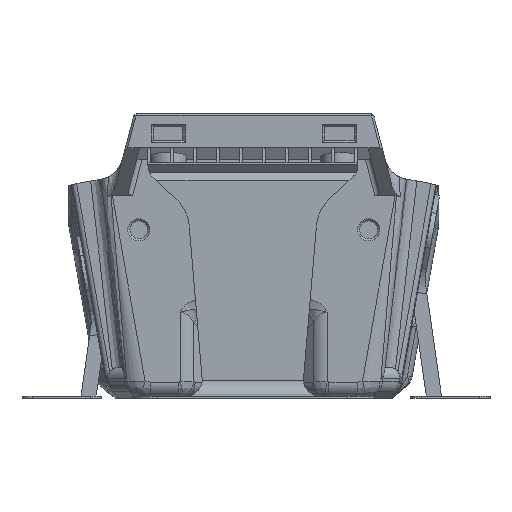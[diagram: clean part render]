
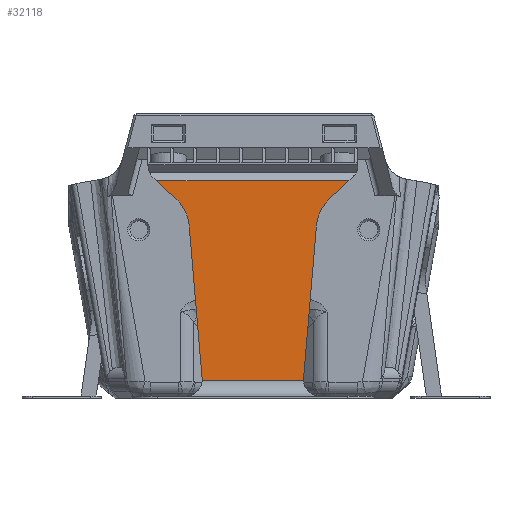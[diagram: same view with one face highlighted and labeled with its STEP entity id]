
A CAD part, front view. The second image highlights one B-rep face of the part: STEP entity #32118.
In plain terms, the highlighted planar face has unit normal (0, -1, 0).
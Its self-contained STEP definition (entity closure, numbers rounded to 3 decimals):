
#1932=CIRCLE('',#34800,3.);
#1933=CIRCLE('',#34801,3.);
#1934=CIRCLE('',#34802,8.);
#1935=CIRCLE('',#34803,8.);
#11086=ORIENTED_EDGE('',*,*,#16534,.T.);
#11087=ORIENTED_EDGE('',*,*,#16535,.T.);
#11088=ORIENTED_EDGE('',*,*,#16536,.T.);
#11089=ORIENTED_EDGE('',*,*,#16532,.F.);
#11090=ORIENTED_EDGE('',*,*,#16537,.T.);
#11091=ORIENTED_EDGE('',*,*,#16538,.T.);
#11092=ORIENTED_EDGE('',*,*,#16539,.F.);
#11093=ORIENTED_EDGE('',*,*,#16540,.F.);
#11094=ORIENTED_EDGE('',*,*,#16541,.T.);
#11095=ORIENTED_EDGE('',*,*,#16542,.T.);
#16532=EDGE_CURVE('',#19815,#19816,#22457,.T.);
#16534=EDGE_CURVE('',#19817,#19818,#1932,.T.);
#16535=EDGE_CURVE('',#19818,#19819,#22459,.F.);
#16536=EDGE_CURVE('',#19819,#19816,#1933,.T.);
#16537=EDGE_CURVE('',#19815,#19820,#1934,.T.);
#16538=EDGE_CURVE('',#19820,#19821,#22460,.T.);
#16539=EDGE_CURVE('',#19822,#19821,#22461,.T.);
#16540=EDGE_CURVE('',#19823,#19822,#22462,.T.);
#16541=EDGE_CURVE('',#19823,#19824,#1935,.T.);
#16542=EDGE_CURVE('',#19824,#19817,#22463,.T.);
#19815=VERTEX_POINT('',#61611);
#19816=VERTEX_POINT('',#61613);
#19817=VERTEX_POINT('',#61617);
#19818=VERTEX_POINT('',#61618);
#19819=VERTEX_POINT('',#61620);
#19820=VERTEX_POINT('',#61623);
#19821=VERTEX_POINT('',#61625);
#19822=VERTEX_POINT('',#61627);
#19823=VERTEX_POINT('',#61629);
#19824=VERTEX_POINT('',#61631);
#22457=LINE('',#61612,#25201);
#22459=LINE('',#61619,#25203);
#22460=LINE('',#61624,#25204);
#22461=LINE('',#61626,#25205);
#22462=LINE('',#61628,#25206);
#22463=LINE('',#61632,#25207);
#25201=VECTOR('',#42078,1000.);
#25203=VECTOR('',#42084,1000.);
#25204=VECTOR('',#42089,1000.);
#25205=VECTOR('',#42090,1000.);
#25206=VECTOR('',#42091,1000.);
#25207=VECTOR('',#42094,1000.);
#27420=EDGE_LOOP('',(#11086,#11087,#11088,#11089,#11090,#11091,#11092,#11093,
#11094,#11095));
#29349=FACE_BOUND('',#27420,.T.);
#30369=PLANE('',#34799);
#32118=ADVANCED_FACE('',(#29349),#30369,.F.);
#34799=AXIS2_PLACEMENT_3D('',#61615,#42080,#42081);
#34800=AXIS2_PLACEMENT_3D('',#61616,#42082,#42083);
#34801=AXIS2_PLACEMENT_3D('',#61621,#42085,#42086);
#34802=AXIS2_PLACEMENT_3D('',#61622,#42087,#42088);
#34803=AXIS2_PLACEMENT_3D('',#61630,#42092,#42093);
#42078=DIRECTION('',(-0.084,0.,-0.996));
#42080=DIRECTION('',(0.,1.,0.));
#42081=DIRECTION('',(0.,0.,1.));
#42082=DIRECTION('',(0.,1.,0.));
#42083=DIRECTION('',(0.,0.,1.));
#42084=DIRECTION('',(-1.,0.,0.));
#42085=DIRECTION('',(0.,1.,0.));
#42086=DIRECTION('',(0.,0.,1.));
#42087=DIRECTION('',(0.,1.,0.));
#42088=DIRECTION('',(0.,0.,1.));
#42089=DIRECTION('',(0.731,0.,0.682));
#42090=DIRECTION('',(1.,0.,0.));
#42091=DIRECTION('',(-0.731,0.,0.682));
#42092=DIRECTION('',(0.,1.,0.));
#42093=DIRECTION('',(0.,0.,1.));
#42094=DIRECTION('',(0.084,0.,-0.996));
#61611=CARTESIAN_POINT('',(11.856,-32.314,32.579));
#61612=CARTESIAN_POINT('',(36.482,-32.314,324.724));
#61613=CARTESIAN_POINT('',(9.418,-32.314,3.652));
#61615=CARTESIAN_POINT('',(0.,-32.314,327.8));
#61616=CARTESIAN_POINT('',(-12.767,-32.314,3.4));
#61617=CARTESIAN_POINT('',(-9.777,-32.314,3.652));
#61618=CARTESIAN_POINT('',(-9.767,-32.314,3.4));
#61619=CARTESIAN_POINT('',(9.143,-32.314,3.4));
#61620=CARTESIAN_POINT('',(9.407,-32.314,3.4));
#61621=CARTESIAN_POINT('',(12.407,-32.314,3.4));
#61622=CARTESIAN_POINT('',(19.828,-32.314,31.907));
#61623=CARTESIAN_POINT('',(14.372,-32.314,37.757));
#61624=CARTESIAN_POINT('',(16.736,-32.314,39.963));
#61625=CARTESIAN_POINT('',(17.982,-32.314,41.124));
#61626=CARTESIAN_POINT('',(-65.369,-32.314,41.124));
#61627=CARTESIAN_POINT('',(-18.341,-32.314,41.124));
#61628=CARTESIAN_POINT('',(-17.096,-32.314,39.963));
#61629=CARTESIAN_POINT('',(-14.731,-32.314,37.757));
#61630=CARTESIAN_POINT('',(-20.187,-32.314,31.907));
#61631=CARTESIAN_POINT('',(-12.216,-32.314,32.579));
#61632=CARTESIAN_POINT('',(-36.839,-32.314,324.694));
